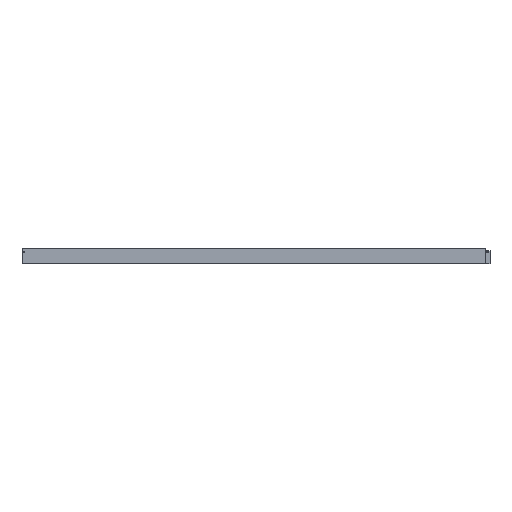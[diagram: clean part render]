
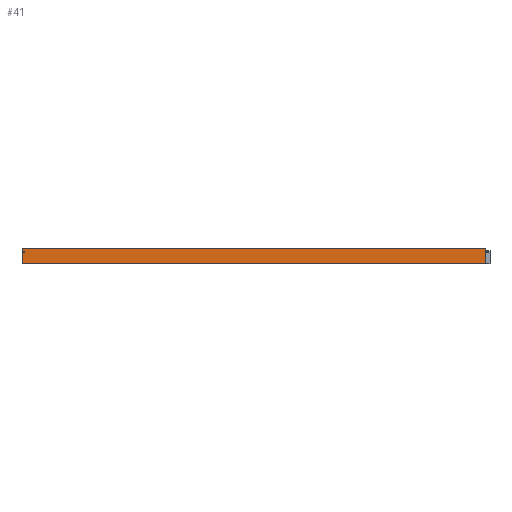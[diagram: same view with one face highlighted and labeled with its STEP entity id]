
A CAD part, top view. The second image highlights one B-rep face of the part: STEP entity #41.
In plain terms, the highlighted planar face has unit normal (0, 0, 1).
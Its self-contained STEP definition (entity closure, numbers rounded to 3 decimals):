
#27 = DIRECTION ( 'NONE',  ( 0., 1., 0. ) ) ;
#31 = LINE ( 'NONE', #816, #1257 ) ;
#40 = CARTESIAN_POINT ( 'NONE',  ( -2970., 100., 50. ) ) ;
#41 = ADVANCED_FACE ( 'NONE', ( #1130, #554 ), #855, .T. ) ;
#61 = VECTOR ( 'NONE', #962, 1000. ) ;
#89 = DIRECTION ( 'NONE',  ( 0., 0., 1. ) ) ;
#118 = DIRECTION ( 'NONE',  ( 1., 0., 0. ) ) ;
#175 = EDGE_CURVE ( 'NONE', #1125, #1753, #1029, .T. ) ;
#203 = ORIENTED_EDGE ( 'NONE', *, *, #1419, .T. ) ;
#207 = ORIENTED_EDGE ( 'NONE', *, *, #1281, .F. ) ;
#219 = CARTESIAN_POINT ( 'NONE',  ( -2955., 76.5, 50. ) ) ;
#310 = VERTEX_POINT ( 'NONE', #1455 ) ;
#328 = CIRCLE ( 'NONE', #692, 3.5 ) ;
#342 = LINE ( 'NONE', #1543, #1325 ) ;
#346 = ORIENTED_EDGE ( 'NONE', *, *, #1290, .F. ) ;
#363 = DIRECTION ( 'NONE',  ( 1., 0., 0. ) ) ;
#373 = DIRECTION ( 'NONE',  ( 0., 0., 1. ) ) ;
#387 = CARTESIAN_POINT ( 'NONE',  ( -2970., 100., 50. ) ) ;
#413 = CARTESIAN_POINT ( 'NONE',  ( -1., 100., 50. ) ) ;
#420 = VERTEX_POINT ( 'NONE', #1210 ) ;
#463 = ORIENTED_EDGE ( 'NONE', *, *, #1524, .F. ) ;
#467 = VERTEX_POINT ( 'NONE', #387 ) ;
#490 = VERTEX_POINT ( 'NONE', #1165 ) ;
#506 = CARTESIAN_POINT ( 'NONE',  ( -2970., 85., 50. ) ) ;
#537 = CARTESIAN_POINT ( 'NONE',  ( -2951.5, 76.5, 50. ) ) ;
#543 = AXIS2_PLACEMENT_3D ( 'NONE', #1163, #373, #1296 ) ;
#554 = FACE_BOUND ( 'NONE', #1240, .T. ) ;
#555 = VERTEX_POINT ( 'NONE', #1135 ) ;
#625 = VERTEX_POINT ( 'NONE', #1259 ) ;
#692 = AXIS2_PLACEMENT_3D ( 'NONE', #219, #1146, #363 ) ;
#697 = ORIENTED_EDGE ( 'NONE', *, *, #1195, .F. ) ;
#703 = DIRECTION ( 'NONE',  ( -1., 0., 0. ) ) ;
#769 = DIRECTION ( 'NONE',  ( 0., -1., 0. ) ) ;
#816 = CARTESIAN_POINT ( 'NONE',  ( -2951.5, 76.5, 50. ) ) ;
#819 = CARTESIAN_POINT ( 'NONE',  ( -1., 84.5, 50. ) ) ;
#855 = PLANE ( 'NONE',  #1624 ) ;
#928 = VECTOR ( 'NONE', #769, 1000. ) ;
#930 = LINE ( 'NONE', #413, #966 ) ;
#947 = EDGE_CURVE ( 'NONE', #467, #625, #1297, .T. ) ;
#962 = DIRECTION ( 'NONE',  ( 0., -1., 0. ) ) ;
#966 = VECTOR ( 'NONE', #1353, 1000. ) ;
#967 = CARTESIAN_POINT ( 'NONE',  ( 100.002, 0., 50. ) ) ;
#993 = CARTESIAN_POINT ( 'NONE',  ( -1., 84.5, 50. ) ) ;
#997 = DIRECTION ( 'NONE',  ( 1., 0., 0. ) ) ;
#1013 = VECTOR ( 'NONE', #118, 1000. ) ;
#1024 = LINE ( 'NONE', #967, #1399 ) ;
#1029 = LINE ( 'NONE', #819, #1013 ) ;
#1118 = DIRECTION ( 'NONE',  ( -1., 0., 0. ) ) ;
#1125 = VERTEX_POINT ( 'NONE', #993 ) ;
#1127 = ORIENTED_EDGE ( 'NONE', *, *, #947, .T. ) ;
#1130 = FACE_OUTER_BOUND ( 'NONE', #1431, .T. ) ;
#1135 = CARTESIAN_POINT ( 'NONE',  ( 2.261, 0., 50. ) ) ;
#1146 = DIRECTION ( 'NONE',  ( 0., 0., 1. ) ) ;
#1163 = CARTESIAN_POINT ( 'NONE',  ( -2955., 73.5, 50. ) ) ;
#1165 = CARTESIAN_POINT ( 'NONE',  ( -2958.5, 73.5, 50. ) ) ;
#1195 = EDGE_CURVE ( 'NONE', #1478, #310, #328, .T. ) ;
#1210 = CARTESIAN_POINT ( 'NONE',  ( -1., 100., 50. ) ) ;
#1224 = ORIENTED_EDGE ( 'NONE', *, *, #1703, .T. ) ;
#1229 = CIRCLE ( 'NONE', #543, 3.5 ) ;
#1240 = EDGE_LOOP ( 'NONE', ( #346, #697, #463, #207 ) ) ;
#1257 = VECTOR ( 'NONE', #27, 1000. ) ;
#1259 = CARTESIAN_POINT ( 'NONE',  ( -2970., 0., 50. ) ) ;
#1281 = EDGE_CURVE ( 'NONE', #490, #1604, #1229, .T. ) ;
#1290 = EDGE_CURVE ( 'NONE', #310, #490, #1351, .T. ) ;
#1296 = DIRECTION ( 'NONE',  ( 1., 0., 0. ) ) ;
#1297 = LINE ( 'NONE', #40, #61 ) ;
#1325 = VECTOR ( 'NONE', #1118, 1000. ) ;
#1329 = CARTESIAN_POINT ( 'NONE',  ( 2.261, 0., 50. ) ) ;
#1332 = VECTOR ( 'NONE', #1473, 1000. ) ;
#1351 = LINE ( 'NONE', #1445, #928 ) ;
#1353 = DIRECTION ( 'NONE',  ( 0., -1., 0. ) ) ;
#1368 = CARTESIAN_POINT ( 'NONE',  ( -2951.5, 73.5, 50. ) ) ;
#1399 = VECTOR ( 'NONE', #703, 1000. ) ;
#1403 = CARTESIAN_POINT ( 'NONE',  ( 2.261, 84.5, 50. ) ) ;
#1409 = ORIENTED_EDGE ( 'NONE', *, *, #1544, .F. ) ;
#1419 = EDGE_CURVE ( 'NONE', #555, #1753, #1471, .T. ) ;
#1431 = EDGE_LOOP ( 'NONE', ( #1409, #1224, #1127, #1712, #203, #1699 ) ) ;
#1445 = CARTESIAN_POINT ( 'NONE',  ( -2958.5, 76.5, 50. ) ) ;
#1455 = CARTESIAN_POINT ( 'NONE',  ( -2958.5, 76.5, 50. ) ) ;
#1471 = LINE ( 'NONE', #1329, #1332 ) ;
#1473 = DIRECTION ( 'NONE',  ( 0., 1., 0. ) ) ;
#1478 = VERTEX_POINT ( 'NONE', #537 ) ;
#1524 = EDGE_CURVE ( 'NONE', #1604, #1478, #31, .T. ) ;
#1543 = CARTESIAN_POINT ( 'NONE',  ( -0.01, 100., 50. ) ) ;
#1544 = EDGE_CURVE ( 'NONE', #420, #1125, #930, .T. ) ;
#1586 = EDGE_CURVE ( 'NONE', #555, #625, #1024, .T. ) ;
#1604 = VERTEX_POINT ( 'NONE', #1368 ) ;
#1624 = AXIS2_PLACEMENT_3D ( 'NONE', #506, #89, #997 ) ;
#1699 = ORIENTED_EDGE ( 'NONE', *, *, #175, .F. ) ;
#1703 = EDGE_CURVE ( 'NONE', #420, #467, #342, .T. ) ;
#1712 = ORIENTED_EDGE ( 'NONE', *, *, #1586, .F. ) ;
#1753 = VERTEX_POINT ( 'NONE', #1403 ) ;
